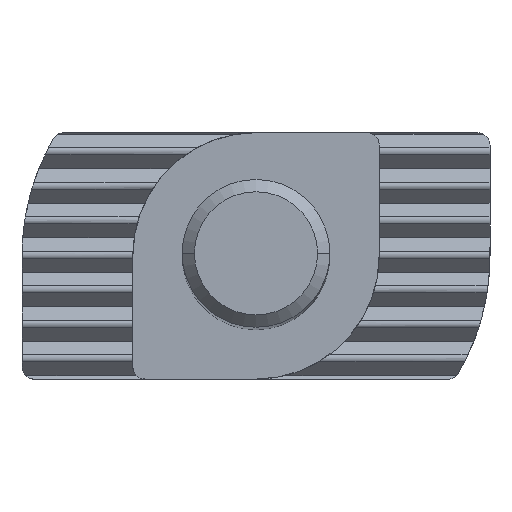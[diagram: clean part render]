
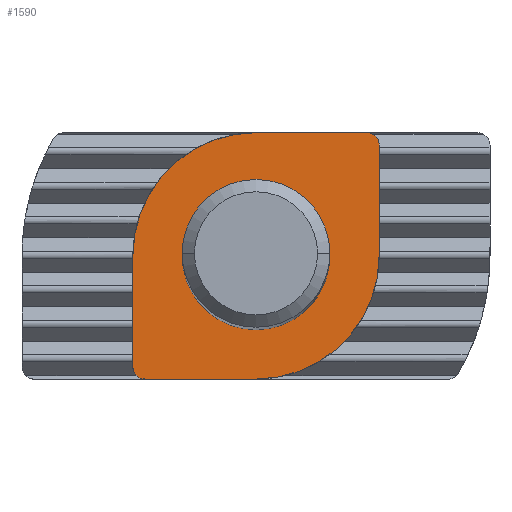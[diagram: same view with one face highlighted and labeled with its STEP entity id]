
A CAD part, top view. The second image highlights one B-rep face of the part: STEP entity #1590.
In plain terms, the highlighted planar face has unit normal (0, 0, 1).
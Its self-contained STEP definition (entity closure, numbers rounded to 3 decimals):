
#1 = DIRECTION ( 'NONE',  ( -1., 0., 0. ) ) ;
#7 = DIRECTION ( 'NONE',  ( 0., 0., 1. ) ) ;
#9 = CARTESIAN_POINT ( 'NONE',  ( 0., 5., 7.3 ) ) ;
#42 = LINE ( 'NONE', #209, #1018 ) ;
#51 = CARTESIAN_POINT ( 'NONE',  ( -3., 0., 7.3 ) ) ;
#60 = CIRCLE ( 'NONE', #1504, 3. ) ;
#74 = DIRECTION ( 'NONE',  ( -1., 0., 0. ) ) ;
#80 = DIRECTION ( 'NONE',  ( 0., 0., 1. ) ) ;
#111 = CIRCLE ( 'NONE', #407, 5. ) ;
#126 = CARTESIAN_POINT ( 'NONE',  ( 5., 0., 7.3 ) ) ;
#153 = FACE_OUTER_BOUND ( 'NONE', #1594, .T. ) ;
#161 = ORIENTED_EDGE ( 'NONE', *, *, #2241, .T. ) ;
#165 = EDGE_CURVE ( 'NONE', #466, #743, #42, .T. ) ;
#207 = FACE_BOUND ( 'NONE', #1403, .T. ) ;
#209 = CARTESIAN_POINT ( 'NONE',  ( 5., 5., 7.3 ) ) ;
#220 = EDGE_CURVE ( 'NONE', #921, #1997, #963, .T. ) ;
#236 = DIRECTION ( 'NONE',  ( 0., 1., 0. ) ) ;
#237 = CARTESIAN_POINT ( 'NONE',  ( 0., 0., 7.3 ) ) ;
#296 = VERTEX_POINT ( 'NONE', #1888 ) ;
#407 = AXIS2_PLACEMENT_3D ( 'NONE', #1617, #1470, #1438 ) ;
#466 = VERTEX_POINT ( 'NONE', #126 ) ;
#475 = CARTESIAN_POINT ( 'NONE',  ( 4.5, 5., 7.3 ) ) ;
#544 = LINE ( 'NONE', #2011, #2034 ) ;
#585 = AXIS2_PLACEMENT_3D ( 'NONE', #2234, #2225, #2211 ) ;
#594 = CARTESIAN_POINT ( 'NONE',  ( 0., 5., 7.3 ) ) ;
#644 = EDGE_CURVE ( 'NONE', #1997, #296, #958, .T. ) ;
#743 = VERTEX_POINT ( 'NONE', #1214 ) ;
#778 = EDGE_CURVE ( 'NONE', #743, #1300, #1632, .T. ) ;
#850 = DIRECTION ( 'NONE',  ( 1., 0., 0. ) ) ;
#890 = DIRECTION ( 'NONE',  ( 0., 0., 1. ) ) ;
#921 = VERTEX_POINT ( 'NONE', #594 ) ;
#958 = LINE ( 'NONE', #1122, #1814 ) ;
#961 = DIRECTION ( 'NONE',  ( 0., -1., 0. ) ) ;
#963 = CIRCLE ( 'NONE', #1126, 5. ) ;
#974 = EDGE_CURVE ( 'NONE', #1300, #921, #2472, .T. ) ;
#994 = VERTEX_POINT ( 'NONE', #51 ) ;
#1018 = VECTOR ( 'NONE', #236, 1000. ) ;
#1103 = ORIENTED_EDGE ( 'NONE', *, *, #220, .T. ) ;
#1122 = CARTESIAN_POINT ( 'NONE',  ( -5., 0., 7.3 ) ) ;
#1126 = AXIS2_PLACEMENT_3D ( 'NONE', #2402, #2393, #2384 ) ;
#1153 = ORIENTED_EDGE ( 'NONE', *, *, #644, .T. ) ;
#1192 = CARTESIAN_POINT ( 'NONE',  ( 0., 0., 7.3 ) ) ;
#1214 = CARTESIAN_POINT ( 'NONE',  ( 5., 4.5, 7.3 ) ) ;
#1251 = ORIENTED_EDGE ( 'NONE', *, *, #2433, .F. ) ;
#1300 = VERTEX_POINT ( 'NONE', #475 ) ;
#1361 = VERTEX_POINT ( 'NONE', #2178 ) ;
#1377 = EDGE_CURVE ( 'NONE', #1901, #466, #111, .T. ) ;
#1403 = EDGE_LOOP ( 'NONE', ( #1849, #1251 ) ) ;
#1405 = DIRECTION ( 'NONE',  ( -1., 0., 0. ) ) ;
#1409 = EDGE_CURVE ( 'NONE', #994, #1842, #1567, .T. ) ;
#1438 = DIRECTION ( 'NONE',  ( -1., 0., 0. ) ) ;
#1470 = DIRECTION ( 'NONE',  ( 0., 0., 1. ) ) ;
#1504 = AXIS2_PLACEMENT_3D ( 'NONE', #1192, #7, #1405 ) ;
#1567 = CIRCLE ( 'NONE', #1656, 3. ) ;
#1590 = ADVANCED_FACE ( 'NONE', ( #153, #207 ), #1896, .F. ) ;
#1594 = EDGE_LOOP ( 'NONE', ( #2424, #2008, #2071, #1103, #1153, #161, #2219, #2279 ) ) ;
#1598 = CARTESIAN_POINT ( 'NONE',  ( -5., 0., 7.3 ) ) ;
#1617 = CARTESIAN_POINT ( 'NONE',  ( 0., 0., 7.3 ) ) ;
#1632 = CIRCLE ( 'NONE', #585, 0.5 ) ;
#1656 = AXIS2_PLACEMENT_3D ( 'NONE', #237, #80, #74 ) ;
#1735 = CARTESIAN_POINT ( 'NONE',  ( 3., 0., 7.3 ) ) ;
#1814 = VECTOR ( 'NONE', #961, 1000. ) ;
#1828 = VECTOR ( 'NONE', #1, 1000. ) ;
#1842 = VERTEX_POINT ( 'NONE', #1735 ) ;
#1849 = ORIENTED_EDGE ( 'NONE', *, *, #1409, .F. ) ;
#1868 = DIRECTION ( 'NONE',  ( -1., 0., 0. ) ) ;
#1875 = DIRECTION ( 'NONE',  ( 0., 0., -1. ) ) ;
#1888 = CARTESIAN_POINT ( 'NONE',  ( -5., -4.5, 7.3 ) ) ;
#1896 = PLANE ( 'NONE',  #1976 ) ;
#1901 = VERTEX_POINT ( 'NONE', #1919 ) ;
#1919 = CARTESIAN_POINT ( 'NONE',  ( 0., -5., 7.3 ) ) ;
#1976 = AXIS2_PLACEMENT_3D ( 'NONE', #2263, #1875, #1868 ) ;
#1997 = VERTEX_POINT ( 'NONE', #1598 ) ;
#2008 = ORIENTED_EDGE ( 'NONE', *, *, #778, .T. ) ;
#2011 = CARTESIAN_POINT ( 'NONE',  ( 0., -5., 7.3 ) ) ;
#2034 = VECTOR ( 'NONE', #850, 1000. ) ;
#2047 = CARTESIAN_POINT ( 'NONE',  ( -4.5, -4.5, 7.3 ) ) ;
#2071 = ORIENTED_EDGE ( 'NONE', *, *, #974, .T. ) ;
#2130 = EDGE_CURVE ( 'NONE', #1361, #1901, #544, .T. ) ;
#2178 = CARTESIAN_POINT ( 'NONE',  ( -4.5, -5., 7.3 ) ) ;
#2211 = DIRECTION ( 'NONE',  ( -1., 0., 0. ) ) ;
#2219 = ORIENTED_EDGE ( 'NONE', *, *, #2130, .T. ) ;
#2222 = AXIS2_PLACEMENT_3D ( 'NONE', #2047, #890, #2224 ) ;
#2224 = DIRECTION ( 'NONE',  ( -1., 0., 0. ) ) ;
#2225 = DIRECTION ( 'NONE',  ( 0., 0., 1. ) ) ;
#2234 = CARTESIAN_POINT ( 'NONE',  ( 4.5, 4.5, 7.3 ) ) ;
#2241 = EDGE_CURVE ( 'NONE', #296, #1361, #2395, .T. ) ;
#2263 = CARTESIAN_POINT ( 'NONE',  ( 0., 0., 7.3 ) ) ;
#2279 = ORIENTED_EDGE ( 'NONE', *, *, #1377, .T. ) ;
#2384 = DIRECTION ( 'NONE',  ( 1., 0., 0. ) ) ;
#2393 = DIRECTION ( 'NONE',  ( 0., 0., 1. ) ) ;
#2395 = CIRCLE ( 'NONE', #2222, 0.5 ) ;
#2402 = CARTESIAN_POINT ( 'NONE',  ( 0., 0., 7.3 ) ) ;
#2424 = ORIENTED_EDGE ( 'NONE', *, *, #165, .T. ) ;
#2433 = EDGE_CURVE ( 'NONE', #1842, #994, #60, .T. ) ;
#2472 = LINE ( 'NONE', #9, #1828 ) ;
